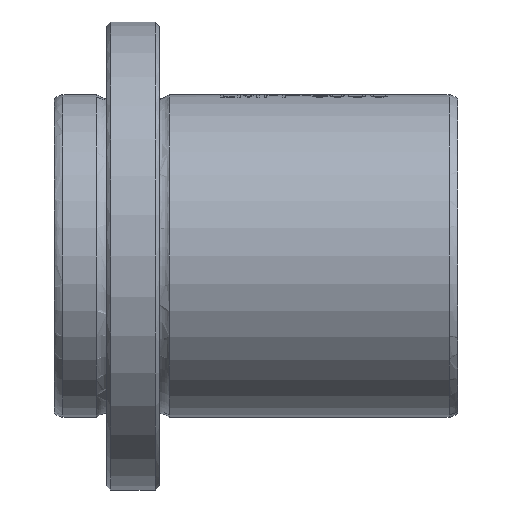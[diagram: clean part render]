
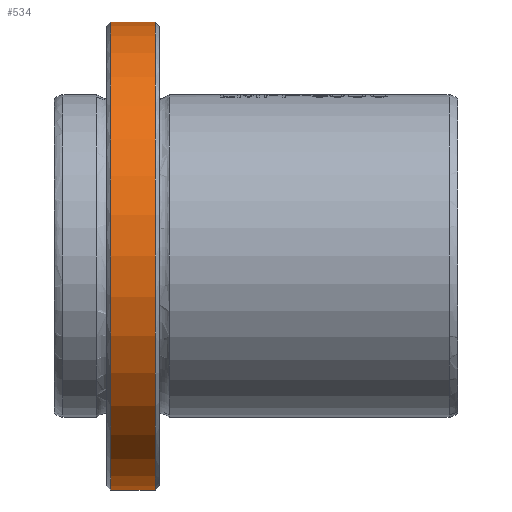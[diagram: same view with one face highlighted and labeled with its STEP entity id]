
A CAD part, front view. The second image highlights one B-rep face of the part: STEP entity #534.
In plain terms, the highlighted cylindrical face has radius 58 mm (diameter 116 mm), a full revolution.
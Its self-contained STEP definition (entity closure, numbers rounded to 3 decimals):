
#481=CYLINDRICAL_SURFACE('',#6822,58.);
#534=ADVANCED_FACE('',(#1278,#1279),#481,.T.);
#1166=CIRCLE('',#6808,58.);
#1167=CIRCLE('',#6809,58.);
#1172=CIRCLE('',#6820,58.);
#1173=CIRCLE('',#6821,58.);
#1278=FACE_BOUND('',#1405,.T.);
#1279=FACE_BOUND('',#1406,.T.);
#1405=EDGE_LOOP('',(#2555,#2556));
#1406=EDGE_LOOP('',(#2557,#2558));
#2555=ORIENTED_EDGE('',*,*,#5039,.F.);
#2556=ORIENTED_EDGE('',*,*,#5040,.F.);
#2557=ORIENTED_EDGE('',*,*,#5047,.T.);
#2558=ORIENTED_EDGE('',*,*,#5048,.T.);
#4400=VERTEX_POINT('',#10200);
#4401=VERTEX_POINT('',#10201);
#4408=VERTEX_POINT('',#10336);
#4409=VERTEX_POINT('',#10337);
#5039=EDGE_CURVE('',#4400,#4401,#1166,.T.);
#5040=EDGE_CURVE('',#4401,#4400,#1167,.T.);
#5047=EDGE_CURVE('',#4408,#4409,#1172,.T.);
#5048=EDGE_CURVE('',#4409,#4408,#1173,.T.);
#6808=AXIS2_PLACEMENT_3D('',#10199,#7383,#7384);
#6809=AXIS2_PLACEMENT_3D('',#10202,#7385,#7386);
#6820=AXIS2_PLACEMENT_3D('',#10335,#7407,#7408);
#6821=AXIS2_PLACEMENT_3D('',#10338,#7409,#7410);
#6822=AXIS2_PLACEMENT_3D('',#10339,#7411,#7412);
#7383=DIRECTION('',(1.,0.,0.));
#7384=DIRECTION('',(0.,0.,1.));
#7385=DIRECTION('',(1.,0.,0.));
#7386=DIRECTION('',(0.,0.,1.));
#7407=DIRECTION('',(1.,0.,0.));
#7408=DIRECTION('',(0.,0.,-1.));
#7409=DIRECTION('',(1.,0.,0.));
#7410=DIRECTION('',(0.,0.,-1.));
#7411=DIRECTION('',(-1.,0.,0.));
#7412=DIRECTION('',(0.,0.,-1.));
#10199=CARTESIAN_POINT('',(12.,0.,0.));
#10200=CARTESIAN_POINT('',(12.,0.,-58.));
#10201=CARTESIAN_POINT('',(12.,0.,58.));
#10202=CARTESIAN_POINT('',(12.,0.,0.));
#10335=CARTESIAN_POINT('',(1.,0.,0.));
#10336=CARTESIAN_POINT('',(1.,0.,58.));
#10337=CARTESIAN_POINT('',(1.,0.,-58.));
#10338=CARTESIAN_POINT('',(1.,0.,0.));
#10339=CARTESIAN_POINT('',(12.,0.,0.));
